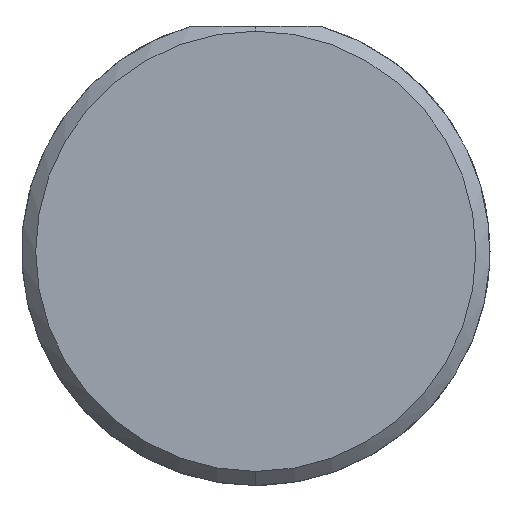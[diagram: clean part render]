
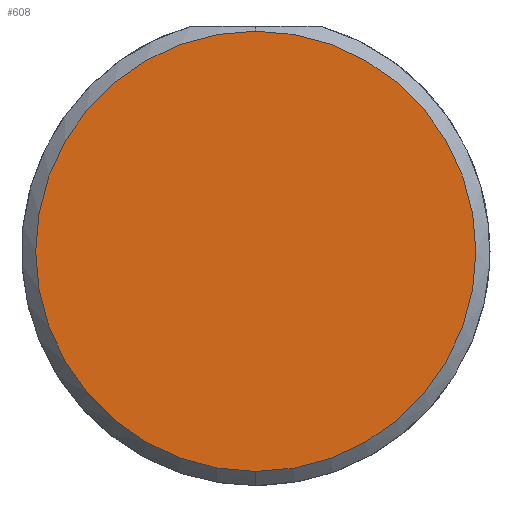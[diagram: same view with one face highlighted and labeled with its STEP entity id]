
A CAD part, left-side view. The second image highlights one B-rep face of the part: STEP entity #608.
In plain terms, the highlighted planar face has unit normal (-1, 0, 0).
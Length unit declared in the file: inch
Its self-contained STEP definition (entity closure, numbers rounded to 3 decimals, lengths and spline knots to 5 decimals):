
#46 = CARTESIAN_POINT ( 'NONE',  ( 0., 0., 0. ) ) ;
#139 = AXIS2_PLACEMENT_3D ( 'NONE', #202, #656, #660 ) ;
#143 = CIRCLE ( 'NONE', #263, 0.23485 ) ;
#184 = CARTESIAN_POINT ( 'NONE',  ( 0., 0., -0.23485 ) ) ;
#202 = CARTESIAN_POINT ( 'NONE',  ( 0., 0., 0. ) ) ;
#263 = AXIS2_PLACEMENT_3D ( 'NONE', #46, #560, #807 ) ;
#282 = FACE_OUTER_BOUND ( 'NONE', #306, .T. ) ;
#291 = CARTESIAN_POINT ( 'NONE',  ( 0., 0., 0. ) ) ;
#306 = EDGE_LOOP ( 'NONE', ( #458, #621 ) ) ;
#358 = PLANE ( 'NONE',  #580 ) ;
#360 = CIRCLE ( 'NONE', #139, 0.23485 ) ;
#458 = ORIENTED_EDGE ( 'NONE', *, *, #529, .T. ) ;
#529 = EDGE_CURVE ( 'NONE', #798, #674, #360, .T. ) ;
#560 = DIRECTION ( 'NONE',  ( -1., 0., 0. ) ) ;
#580 = AXIS2_PLACEMENT_3D ( 'NONE', #291, #734, #666 ) ;
#608 = ADVANCED_FACE ( 'NONE', ( #282 ), #358, .F. ) ;
#621 = ORIENTED_EDGE ( 'NONE', *, *, #820, .T. ) ;
#656 = DIRECTION ( 'NONE',  ( -1., 0., 0. ) ) ;
#660 = DIRECTION ( 'NONE',  ( 0., 0., 1. ) ) ;
#666 = DIRECTION ( 'NONE',  ( 0., 0., -1. ) ) ;
#674 = VERTEX_POINT ( 'NONE', #800 ) ;
#734 = DIRECTION ( 'NONE',  ( 1., 0., 0. ) ) ;
#798 = VERTEX_POINT ( 'NONE', #184 ) ;
#800 = CARTESIAN_POINT ( 'NONE',  ( 0., 0., 0.23485 ) ) ;
#807 = DIRECTION ( 'NONE',  ( 0., 0., 1. ) ) ;
#820 = EDGE_CURVE ( 'NONE', #674, #798, #143, .T. ) ;
